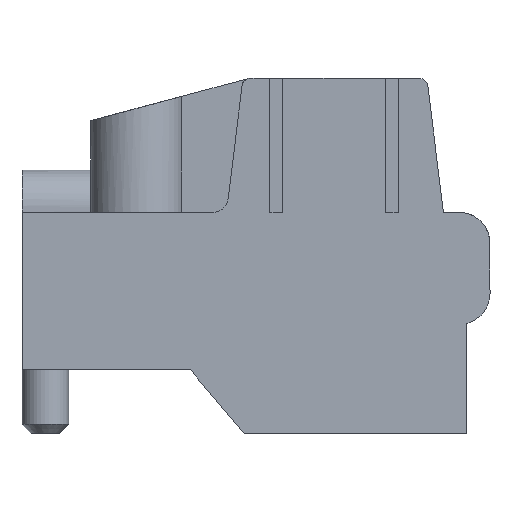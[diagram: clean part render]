
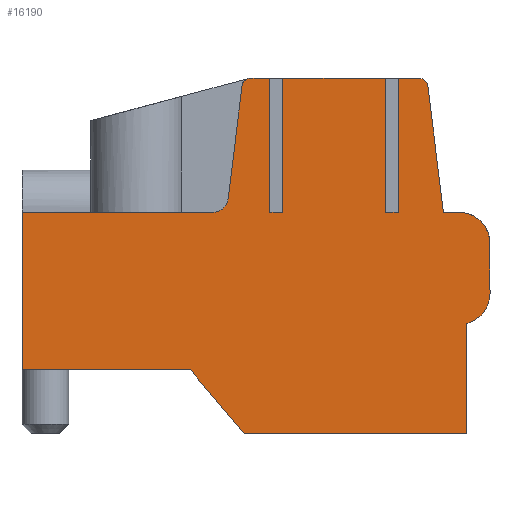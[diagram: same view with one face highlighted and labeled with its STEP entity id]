
A CAD part, left-side view. The second image highlights one B-rep face of the part: STEP entity #16190.
In plain terms, the highlighted face is planar.
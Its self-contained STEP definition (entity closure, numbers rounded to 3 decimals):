
#920=CARTESIAN_POINT('',(50.199,24.003,15.868));
#930=DIRECTION('',(1.,0.,0.));
#940=VECTOR('',#930,1.);
#950=LINE('',#920,#940);
#960=CARTESIAN_POINT('',(53.261,24.003,15.868));
#970=VERTEX_POINT('',#960);
#980=CARTESIAN_POINT('',(53.924,24.003,15.868));
#990=VERTEX_POINT('',#980);
#1000=EDGE_CURVE('',#970,#990,#950,.T.);
#1540=CARTESIAN_POINT('',(52.847,24.003,15.868));
#1550=VERTEX_POINT('',#1540);
#1580=CARTESIAN_POINT('',(49.556,24.003,15.868));
#1590=VERTEX_POINT('',#1580);
#1600=EDGE_CURVE('',#1590,#1550,#950,.T.);
#2140=CARTESIAN_POINT('',(49.142,24.003,15.868));
#2150=VERTEX_POINT('',#2140);
#2180=CARTESIAN_POINT('',(48.536,24.003,15.868));
#2190=VERTEX_POINT('',#2180);
#2200=EDGE_CURVE('',#2190,#2150,#950,.T.);
#5300=CARTESIAN_POINT('',(48.536,24.003,15.568));
#5310=DIRECTION('',(0.,1.,0.));
#5320=DIRECTION('',(0.,0.,1.));
#5330=AXIS2_PLACEMENT_3D('',#5300,#5310,#5320);
#5340=CIRCLE('',#5330,0.3);
#5350=CARTESIAN_POINT('',(48.26,24.003,
15.687));
#5360=VERTEX_POINT('',#5350);
#5370=EDGE_CURVE('',#5360,#2190,#5340,.T.);
#14500=CARTESIAN_POINT('',(52.407,24.003,15.768));
#14510=DIRECTION('',(0.,-1.,0.));
#14520=DIRECTION('',(-1.,0.,0.));
#14530=AXIS2_PLACEMENT_3D('',#14500,#14510,#14520);
#14540=PLANE('',#14530);
#14550=CARTESIAN_POINT('',(53.924,24.003,15.568));
#14560=DIRECTION('',(0.,-1.,0.));
#14570=DIRECTION('',(0.,0.,-1.));
#14580=AXIS2_PLACEMENT_3D('',#14550,#14560,#14570);
#14590=CIRCLE('',#14580,0.3);
#14600=CARTESIAN_POINT('',(54.2,24.003,
15.687));
#14610=VERTEX_POINT('',#14600);
#14620=EDGE_CURVE('',#14610,#990,#14590,.T.);
#14630=ORIENTED_EDGE('',*,*,#14620,.T.);
#14640=CARTESIAN_POINT('',(54.797,24.003,
10.818));
#14650=DIRECTION('',(0.122,-0.,-0.993));
#14660=VECTOR('',#14650,1.);
#14670=LINE('',#14640,#14660);
#14680=CARTESIAN_POINT('',(54.705,24.003,11.568));
#14690=VERTEX_POINT('',#14680);
#14700=EDGE_CURVE('',#14610,#14690,#14670,.T.);
#14710=ORIENTED_EDGE('',*,*,#14700,.F.);
#14720=CARTESIAN_POINT('',(50.199,24.003,11.568));
#14730=DIRECTION('',(1.,0.,0.));
#14740=VECTOR('',#14730,1.);
#14750=LINE('',#14720,#14740);
#14760=CARTESIAN_POINT('',(55.199,24.003,11.568));
#14770=VERTEX_POINT('',#14760);
#14780=EDGE_CURVE('',#14690,#14770,#14750,.T.);
#14790=ORIENTED_EDGE('',*,*,#14780,.F.);
#14800=CARTESIAN_POINT('',(55.199,24.003,10.568));
#14810=DIRECTION('',(0.,1.,0.));
#14820=DIRECTION('',(-1.,0.,0.));
#14830=AXIS2_PLACEMENT_3D('',#14800,#14810,#14820);
#14840=CIRCLE('',#14830,1.);
#14850=CARTESIAN_POINT('',(56.199,24.003,10.568));
#14860=VERTEX_POINT('',#14850);
#14870=EDGE_CURVE('',#14770,#14860,#14840,.T.);
#14880=ORIENTED_EDGE('',*,*,#14870,.F.);
#14890=CARTESIAN_POINT('',(56.199,24.003,
10.818));
#14900=DIRECTION('',(0.,-0.,-1.));
#14910=VECTOR('',#14900,1.);
#14920=LINE('',#14890,#14910);
#14930=CARTESIAN_POINT('',(56.199,24.003,
8.968));
#14940=VERTEX_POINT('',#14930);
#14950=EDGE_CURVE('',#14860,#14940,#14920,.T.);
#14960=ORIENTED_EDGE('',*,*,#14950,.F.);
#14970=CARTESIAN_POINT('',(55.199,24.003,
8.968));
#14980=DIRECTION('',(0.,1.,0.));
#14990=DIRECTION('',(0.,-0.,-1.));
#15000=AXIS2_PLACEMENT_3D('',#14970,#14980,#14990);
#15010=CIRCLE('',#15000,1.);
#15020=CARTESIAN_POINT('',(55.449,24.003,
7.999));
#15030=VERTEX_POINT('',#15020);
#15040=EDGE_CURVE('',#14940,#15030,#15010,.T.);
#15050=ORIENTED_EDGE('',*,*,#15040,.F.);
#15060=CARTESIAN_POINT('',(55.449,24.003,
10.818));
#15070=DIRECTION('',(0.,-0.,-1.));
#15080=VECTOR('',#15070,1.);
#15090=LINE('',#15060,#15080);
#15100=CARTESIAN_POINT('',(55.449,24.003,
4.468));
#15110=VERTEX_POINT('',#15100);
#15120=EDGE_CURVE('',#15030,#15110,#15090,.T.);
#15130=ORIENTED_EDGE('',*,*,#15120,.F.);
#15140=CARTESIAN_POINT('',(50.199,24.003,
4.468));
#15150=DIRECTION('',(-1.,0.,0.));
#15160=VECTOR('',#15150,1.);
#15170=LINE('',#15140,#15160);
#15180=CARTESIAN_POINT('',(48.319,24.003,
4.468));
#15190=VERTEX_POINT('',#15180);
#15200=EDGE_CURVE('',#15110,#15190,#15170,.T.);
#15210=ORIENTED_EDGE('',*,*,#15200,.F.);
#15220=CARTESIAN_POINT('',(42.991,24.003,
10.818));
#15230=DIRECTION('',(0.643,-0.,-0.766));
#15240=VECTOR('',#15230,1.);
#15250=LINE('',#15220,#15240);
#15260=CARTESIAN_POINT('',(46.599,24.003,
6.518));
#15270=VERTEX_POINT('',#15260);
#15280=EDGE_CURVE('',#15270,#15190,#15250,.T.);
#15290=ORIENTED_EDGE('',*,*,#15280,.T.);
#15300=CARTESIAN_POINT('',(50.199,24.003,
6.518));
#15310=DIRECTION('',(1.,0.,0.));
#15320=VECTOR('',#15310,1.);
#15330=LINE('',#15300,#15320);
#15340=CARTESIAN_POINT('',(41.199,24.003,
6.518));
#15350=VERTEX_POINT('',#15340);
#15360=EDGE_CURVE('',#15350,#15270,#15330,.T.);
#15370=ORIENTED_EDGE('',*,*,#15360,.T.);
#15380=CARTESIAN_POINT('',(41.199,24.003,
10.818));
#15390=DIRECTION('',(0.,0.,1.));
#15400=VECTOR('',#15390,1.);
#15410=LINE('',#15380,#15400);
#15420=CARTESIAN_POINT('',(41.199,24.003,11.568));
#15430=VERTEX_POINT('',#15420);
#15440=EDGE_CURVE('',#15350,#15430,#15410,.T.);
#15450=ORIENTED_EDGE('',*,*,#15440,.F.);
#15460=CARTESIAN_POINT('',(50.199,24.003,11.568));
#15470=DIRECTION('',(1.,0.,0.));
#15480=VECTOR('',#15470,1.);
#15490=LINE('',#15460,#15480);
#15500=CARTESIAN_POINT('',(47.312,24.003,11.568));
#15510=VERTEX_POINT('',#15500);
#15520=EDGE_CURVE('',#15430,#15510,#15490,.T.);
#15530=ORIENTED_EDGE('',*,*,#15520,.F.);
#15540=CARTESIAN_POINT('',(47.312,24.003,12.068));
#15550=DIRECTION('',(0.,-1.,0.));
#15560=DIRECTION('',(0.,0.,-1.));
#15570=AXIS2_PLACEMENT_3D('',#15540,#15550,#15560);
#15580=CIRCLE('',#15570,0.5);
#15590=CARTESIAN_POINT('',(47.808,24.003,
12.007));
#15600=VERTEX_POINT('',#15590);
#15610=EDGE_CURVE('',#15510,#15600,#15580,.T.);
#15620=ORIENTED_EDGE('',*,*,#15610,.F.);
#15630=CARTESIAN_POINT('',(47.663,24.003,
10.818));
#15640=DIRECTION('',(-0.122,0.,-0.993));
#15650=VECTOR('',#15640,1.);
#15660=LINE('',#15630,#15650);
#15670=EDGE_CURVE('',#5360,#15600,#15660,.T.);
#15680=ORIENTED_EDGE('',*,*,#15670,.T.);
#15690=ORIENTED_EDGE('',*,*,#5370,.F.);
#15700=ORIENTED_EDGE('',*,*,#2200,.F.);
#15710=CARTESIAN_POINT('',(49.142,24.003,
10.818));
#15720=DIRECTION('',(0.,0.,1.));
#15730=VECTOR('',#15720,1.);
#15740=LINE('',#15710,#15730);
#15750=CARTESIAN_POINT('',(49.142,24.003,11.568));
#15760=VERTEX_POINT('',#15750);
#15770=EDGE_CURVE('',#15760,#2150,#15740,.T.);
#15780=ORIENTED_EDGE('',*,*,#15770,.T.);
#15790=CARTESIAN_POINT('',(50.199,24.003,11.568));
#15800=DIRECTION('',(1.,0.,0.));
#15810=VECTOR('',#15800,1.);
#15820=LINE('',#15790,#15810);
#15830=CARTESIAN_POINT('',(49.556,24.003,11.568));
#15840=VERTEX_POINT('',#15830);
#15850=EDGE_CURVE('',#15760,#15840,#15820,.T.);
#15860=ORIENTED_EDGE('',*,*,#15850,.F.);
#15870=CARTESIAN_POINT('',(49.556,24.003,
10.818));
#15880=DIRECTION('',(0.,-0.,-1.));
#15890=VECTOR('',#15880,1.);
#15900=LINE('',#15870,#15890);
#15910=EDGE_CURVE('',#1590,#15840,#15900,.T.);
#15920=ORIENTED_EDGE('',*,*,#15910,.T.);
#15930=ORIENTED_EDGE('',*,*,#1600,.F.);
#15940=CARTESIAN_POINT('',(52.847,24.003,
10.818));
#15950=DIRECTION('',(0.,0.,1.));
#15960=VECTOR('',#15950,1.);
#15970=LINE('',#15940,#15960);
#15980=CARTESIAN_POINT('',(52.847,24.003,11.568));
#15990=VERTEX_POINT('',#15980);
#16000=EDGE_CURVE('',#15990,#1550,#15970,.T.);
#16010=ORIENTED_EDGE('',*,*,#16000,.T.);
#16020=CARTESIAN_POINT('',(50.199,24.003,11.568));
#16030=DIRECTION('',(1.,0.,0.));
#16040=VECTOR('',#16030,1.);
#16050=LINE('',#16020,#16040);
#16060=CARTESIAN_POINT('',(53.261,24.003,11.568));
#16070=VERTEX_POINT('',#16060);
#16080=EDGE_CURVE('',#15990,#16070,#16050,.T.);
#16090=ORIENTED_EDGE('',*,*,#16080,.F.);
#16100=CARTESIAN_POINT('',(53.261,24.003,
10.818));
#16110=DIRECTION('',(0.,-0.,-1.));
#16120=VECTOR('',#16110,1.);
#16130=LINE('',#16100,#16120);
#16140=EDGE_CURVE('',#970,#16070,#16130,.T.);
#16150=ORIENTED_EDGE('',*,*,#16140,.T.);
#16160=ORIENTED_EDGE('',*,*,#1000,.F.);
#16170=EDGE_LOOP('',(#16160,#16150,#16090,#16010,#15930,#15920,#15860,
#15780,#15700,#15690,#15680,#15620,#15530,#15450,#15370,#15290,#15210,
#15130,#15050,#14960,#14880,#14790,#14710,#14630));
#16180=FACE_OUTER_BOUND('',#16170,.T.);
#16190=ADVANCED_FACE('',(#16180),#14540,.T.);
